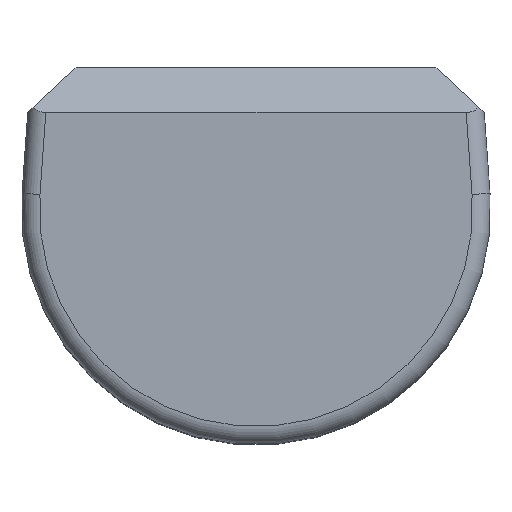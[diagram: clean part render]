
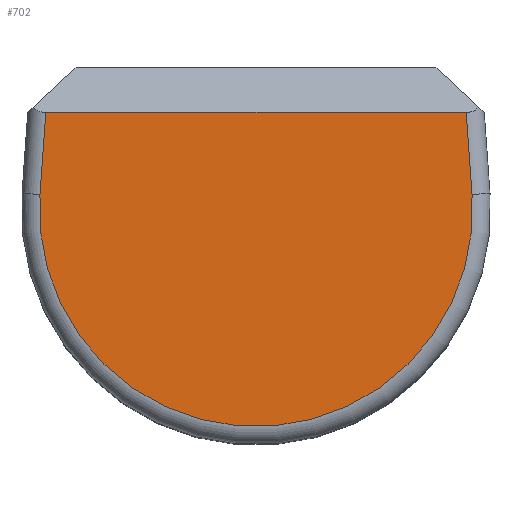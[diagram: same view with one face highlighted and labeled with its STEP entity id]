
A CAD part, top view. The second image highlights one B-rep face of the part: STEP entity #702.
In plain terms, the highlighted planar face has unit normal (0, 0, 1).
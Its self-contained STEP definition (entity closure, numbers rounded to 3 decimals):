
#35=PLANE('',#793);
#71=FACE_OUTER_BOUND('',#117,.T.);
#117=EDGE_LOOP('',(#530,#531,#532,#533));
#159=CIRCLE('',#790,2.407);
#176=LINE('',#1132,#246);
#177=LINE('',#1141,#247);
#178=LINE('',#1143,#248);
#246=VECTOR('',#905,10.);
#247=VECTOR('',#918,10.);
#248=VECTOR('',#921,10.);
#340=VERTEX_POINT('',#1129);
#341=VERTEX_POINT('',#1131);
#342=VERTEX_POINT('',#1135);
#343=VERTEX_POINT('',#1139);
#408=EDGE_CURVE('',#340,#341,#176,.T.);
#411=EDGE_CURVE('',#342,#340,#159,.T.);
#413=EDGE_CURVE('',#343,#342,#177,.T.);
#414=EDGE_CURVE('',#341,#343,#178,.T.);
#530=ORIENTED_EDGE('',*,*,#408,.F.);
#531=ORIENTED_EDGE('',*,*,#411,.F.);
#532=ORIENTED_EDGE('',*,*,#413,.F.);
#533=ORIENTED_EDGE('',*,*,#414,.F.);
#702=ADVANCED_FACE('',(#71),#35,.T.);
#790=AXIS2_PLACEMENT_3D('',#1137,#912,#913);
#793=AXIS2_PLACEMENT_3D('',#1142,#919,#920);
#905=DIRECTION('',(0.071,0.997,0.));
#912=DIRECTION('center_axis',(0.,0.,-1.));
#913=DIRECTION('ref_axis',(0.,-1.,0.));
#918=DIRECTION('',(0.071,-0.997,0.));
#919=DIRECTION('center_axis',(0.,0.,1.));
#920=DIRECTION('ref_axis',(1.,0.,0.));
#921=DIRECTION('',(1.,0.,0.));
#1129=CARTESIAN_POINT('',(-2.401,0.378,6.33));
#1131=CARTESIAN_POINT('',(-2.335,1.29,6.33));
#1132=CARTESIAN_POINT('',(-2.369,0.823,6.33));
#1135=CARTESIAN_POINT('',(2.401,0.378,6.33));
#1137=CARTESIAN_POINT('Origin',(0.,0.207,
6.33));
#1139=CARTESIAN_POINT('',(2.335,1.29,6.33));
#1141=CARTESIAN_POINT('',(2.419,0.124,6.33));
#1142=CARTESIAN_POINT('Origin',(0.,-0.305,6.33));
#1143=CARTESIAN_POINT('',(1.25,1.29,6.33));
